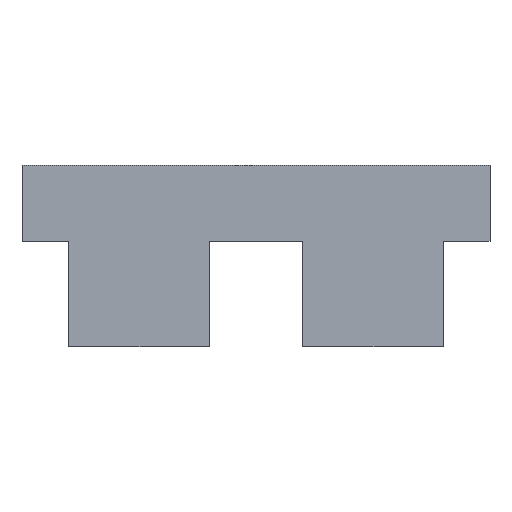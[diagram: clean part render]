
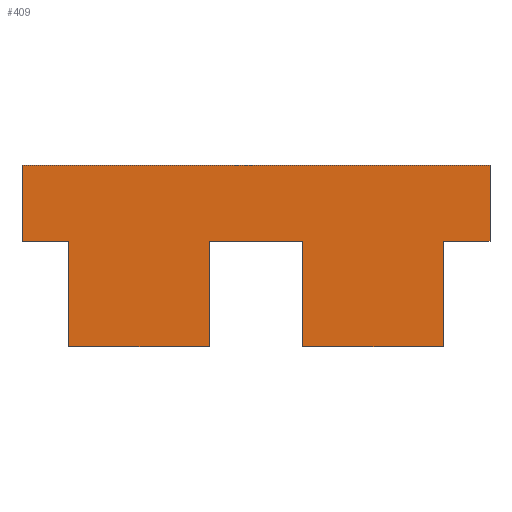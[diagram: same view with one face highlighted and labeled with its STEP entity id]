
A CAD part, front view. The second image highlights one B-rep face of the part: STEP entity #409.
In plain terms, the highlighted planar face has unit normal (0, -1, 0).
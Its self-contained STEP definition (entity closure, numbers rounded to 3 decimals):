
#24 = VERTEX_POINT('',#25);
#25 = CARTESIAN_POINT('',(-192.,-76.,4.5));
#31 = EDGE_CURVE('',#24,#32,#34,.T.);
#32 = VERTEX_POINT('',#33);
#33 = CARTESIAN_POINT('',(-192.,-76.,7.75));
#34 = LINE('',#35,#36);
#35 = CARTESIAN_POINT('',(-192.,-76.,4.5));
#36 = VECTOR('',#37,1.);
#37 = DIRECTION('',(0.,0.,1.));
#70 = VERTEX_POINT('',#71);
#71 = CARTESIAN_POINT('',(-194.,-76.,4.5));
#77 = EDGE_CURVE('',#70,#24,#78,.T.);
#78 = LINE('',#79,#80);
#79 = CARTESIAN_POINT('',(-212.,-76.,4.5));
#80 = VECTOR('',#81,1.);
#81 = DIRECTION('',(1.,0.,0.));
#93 = EDGE_CURVE('',#32,#94,#96,.T.);
#94 = VERTEX_POINT('',#95);
#95 = CARTESIAN_POINT('',(-212.,-76.,7.75));
#96 = LINE('',#97,#98);
#97 = CARTESIAN_POINT('',(-192.,-76.,7.75));
#98 = VECTOR('',#99,1.);
#99 = DIRECTION('',(-1.,0.,0.));
#124 = EDGE_CURVE('',#70,#125,#127,.T.);
#125 = VERTEX_POINT('',#126);
#126 = CARTESIAN_POINT('',(-194.,-76.,0.));
#127 = LINE('',#128,#129);
#128 = CARTESIAN_POINT('',(-194.,-76.,4.5));
#129 = VECTOR('',#130,1.);
#130 = DIRECTION('',(0.,0.,-1.));
#155 = EDGE_CURVE('',#94,#156,#158,.T.);
#156 = VERTEX_POINT('',#157);
#157 = CARTESIAN_POINT('',(-212.,-76.,4.5));
#158 = LINE('',#159,#160);
#159 = CARTESIAN_POINT('',(-212.,-76.,7.75));
#160 = VECTOR('',#161,1.);
#161 = DIRECTION('',(0.,0.,-1.));
#194 = EDGE_CURVE('',#156,#195,#197,.T.);
#195 = VERTEX_POINT('',#196);
#196 = CARTESIAN_POINT('',(-210.,-76.,4.5));
#197 = LINE('',#198,#199);
#198 = CARTESIAN_POINT('',(-212.,-76.,4.5));
#199 = VECTOR('',#200,1.);
#200 = DIRECTION('',(1.,0.,0.));
#217 = EDGE_CURVE('',#125,#218,#220,.T.);
#218 = VERTEX_POINT('',#219);
#219 = CARTESIAN_POINT('',(-200.,-76.,0.));
#220 = LINE('',#221,#222);
#221 = CARTESIAN_POINT('',(-194.,-76.,0.));
#222 = VECTOR('',#223,1.);
#223 = DIRECTION('',(-1.,0.,0.));
#248 = EDGE_CURVE('',#195,#249,#251,.T.);
#249 = VERTEX_POINT('',#250);
#250 = CARTESIAN_POINT('',(-210.,-76.,0.));
#251 = LINE('',#252,#253);
#252 = CARTESIAN_POINT('',(-210.,-76.,4.5));
#253 = VECTOR('',#254,1.);
#254 = DIRECTION('',(0.,0.,-1.));
#279 = EDGE_CURVE('',#249,#280,#282,.T.);
#280 = VERTEX_POINT('',#281);
#281 = CARTESIAN_POINT('',(-204.,-76.,0.));
#282 = LINE('',#283,#284);
#283 = CARTESIAN_POINT('',(-210.,-76.,0.));
#284 = VECTOR('',#285,1.);
#285 = DIRECTION('',(1.,0.,0.));
#320 = VERTEX_POINT('',#321);
#321 = CARTESIAN_POINT('',(-204.,-76.,4.5));
#327 = EDGE_CURVE('',#320,#328,#330,.T.);
#328 = VERTEX_POINT('',#329);
#329 = CARTESIAN_POINT('',(-200.,-76.,4.5));
#330 = LINE('',#331,#332);
#331 = CARTESIAN_POINT('',(-212.,-76.,4.5));
#332 = VECTOR('',#333,1.);
#333 = DIRECTION('',(1.,0.,0.));
#350 = EDGE_CURVE('',#280,#320,#351,.T.);
#351 = LINE('',#352,#353);
#352 = CARTESIAN_POINT('',(-204.,-76.,0.));
#353 = VECTOR('',#354,1.);
#354 = DIRECTION('',(0.,0.,1.));
#372 = EDGE_CURVE('',#218,#328,#373,.T.);
#373 = LINE('',#374,#375);
#374 = CARTESIAN_POINT('',(-200.,-76.,0.));
#375 = VECTOR('',#376,1.);
#376 = DIRECTION('',(0.,0.,1.));
#409 = ADVANCED_FACE('',(#410),#424,.T.);
#410 = FACE_BOUND('',#411,.T.);
#411 = EDGE_LOOP('',(#412,#413,#414,#415,#416,#417,#418,#419,#420,#421,
    #422,#423));
#412 = ORIENTED_EDGE('',*,*,#31,.T.);
#413 = ORIENTED_EDGE('',*,*,#93,.T.);
#414 = ORIENTED_EDGE('',*,*,#155,.T.);
#415 = ORIENTED_EDGE('',*,*,#194,.T.);
#416 = ORIENTED_EDGE('',*,*,#248,.T.);
#417 = ORIENTED_EDGE('',*,*,#279,.T.);
#418 = ORIENTED_EDGE('',*,*,#350,.T.);
#419 = ORIENTED_EDGE('',*,*,#327,.T.);
#420 = ORIENTED_EDGE('',*,*,#372,.F.);
#421 = ORIENTED_EDGE('',*,*,#217,.F.);
#422 = ORIENTED_EDGE('',*,*,#124,.F.);
#423 = ORIENTED_EDGE('',*,*,#77,.T.);
#424 = PLANE('',#425);
#425 = AXIS2_PLACEMENT_3D('',#426,#427,#428);
#426 = CARTESIAN_POINT('',(-202.,-76.,4.206));
#427 = DIRECTION('',(0.,-1.,0.));
#428 = DIRECTION('',(1.,0.,0.));
